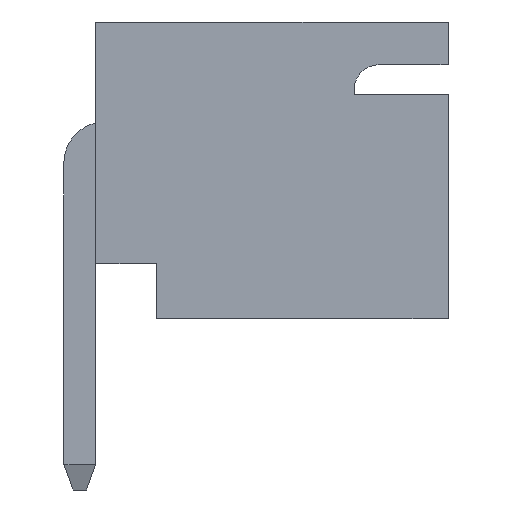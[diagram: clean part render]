
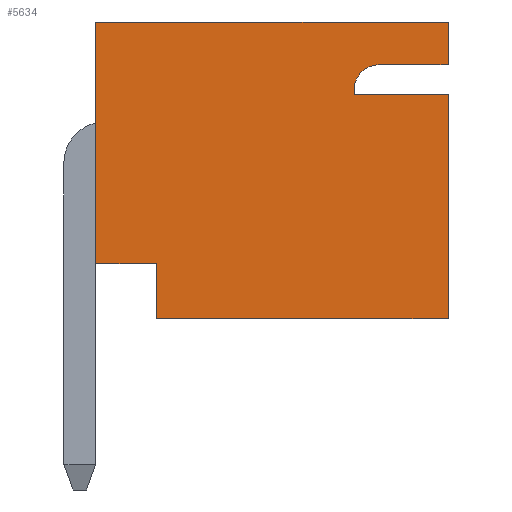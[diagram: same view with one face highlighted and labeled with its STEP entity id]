
A CAD part, left-side view. The second image highlights one B-rep face of the part: STEP entity #5634.
In plain terms, the highlighted planar face has unit normal (-1, 0, 0).
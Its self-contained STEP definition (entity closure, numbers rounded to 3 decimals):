
#455 = VECTOR ( 'NONE', #3214, 1000. ) ;
#715 = VECTOR ( 'NONE', #13767, 1000. ) ;
#923 = EDGE_LOOP ( 'NONE', ( #13410, #14985, #6532, #6324, #7663, #10457, #12819, #10806, #13985, #8151, #3879 ) ) ;
#979 = EDGE_CURVE ( 'NONE', #7417, #8292, #13403, .T. ) ;
#1239 = CARTESIAN_POINT ( 'NONE',  ( -5.01, -2.455, 2.1 ) ) ;
#1831 = CARTESIAN_POINT ( 'NONE',  ( -5.01, 3.175, 2.95 ) ) ;
#2258 = CARTESIAN_POINT ( 'NONE',  ( -5.01, -1.955, 1.6 ) ) ;
#2631 = VECTOR ( 'NONE', #16545, 1000. ) ;
#2829 = LINE ( 'NONE', #4075, #15547 ) ;
#2897 = DIRECTION ( 'NONE',  ( 0., 0., -1. ) ) ;
#3058 = DIRECTION ( 'NONE',  ( 0., 0., 1. ) ) ;
#3214 = DIRECTION ( 'NONE',  ( 0., -1., 0. ) ) ;
#3291 = CARTESIAN_POINT ( 'NONE',  ( -5.01, -3.825, -2.95 ) ) ;
#3486 = EDGE_CURVE ( 'NONE', #11631, #11592, #15344, .T. ) ;
#3879 = ORIENTED_EDGE ( 'NONE', *, *, #9091, .F. ) ;
#4075 = CARTESIAN_POINT ( 'NONE',  ( -5.01, -3.825, 2.1 ) ) ;
#4168 = CARTESIAN_POINT ( 'NONE',  ( -5.01, -2.455, 1.6 ) ) ;
#4252 = CARTESIAN_POINT ( 'NONE',  ( -5.01, -3.825, 2.95 ) ) ;
#4389 = EDGE_CURVE ( 'NONE', #11985, #7755, #10235, .T. ) ;
#4427 = EDGE_CURVE ( 'NONE', #7245, #7417, #2829, .T. ) ;
#4676 = LINE ( 'NONE', #2258, #15494 ) ;
#5114 = VERTEX_POINT ( 'NONE', #6283 ) ;
#5187 = DIRECTION ( 'NONE',  ( 0., 1., 0. ) ) ;
#5634 = ADVANCED_FACE ( 'NONE', ( #5885 ), #11016, .F. ) ;
#5685 = LINE ( 'NONE', #16127, #11147 ) ;
#5879 = CARTESIAN_POINT ( 'NONE',  ( -5.01, 3.175, -1.85 ) ) ;
#5885 = FACE_OUTER_BOUND ( 'NONE', #923, .T. ) ;
#6002 = CARTESIAN_POINT ( 'NONE',  ( -5.01, -1.955, 1.6 ) ) ;
#6013 = CARTESIAN_POINT ( 'NONE',  ( -5.01, 3.175, 2.95 ) ) ;
#6181 = DIRECTION ( 'NONE',  ( 0., 0., -1. ) ) ;
#6209 = DIRECTION ( 'NONE',  ( 0., 0., 1. ) ) ;
#6221 = CARTESIAN_POINT ( 'NONE',  ( -5.01, -1.955, 1.5 ) ) ;
#6283 = CARTESIAN_POINT ( 'NONE',  ( -5.01, -3.825, 1.5 ) ) ;
#6324 = ORIENTED_EDGE ( 'NONE', *, *, #3486, .F. ) ;
#6347 = CARTESIAN_POINT ( 'NONE',  ( -5.01, -3.825, 2.95 ) ) ;
#6532 = ORIENTED_EDGE ( 'NONE', *, *, #15108, .F. ) ;
#6874 = AXIS2_PLACEMENT_3D ( 'NONE', #9538, #16174, #3058 ) ;
#7012 = EDGE_CURVE ( 'NONE', #11631, #11985, #11385, .T. ) ;
#7067 = DIRECTION ( 'NONE',  ( 0., -1., 0. ) ) ;
#7245 = VERTEX_POINT ( 'NONE', #13912 ) ;
#7417 = VERTEX_POINT ( 'NONE', #1239 ) ;
#7663 = ORIENTED_EDGE ( 'NONE', *, *, #7012, .T. ) ;
#7692 = VERTEX_POINT ( 'NONE', #8418 ) ;
#7755 = VERTEX_POINT ( 'NONE', #9020 ) ;
#8096 = LINE ( 'NONE', #14717, #8206 ) ;
#8151 = ORIENTED_EDGE ( 'NONE', *, *, #15459, .F. ) ;
#8206 = VECTOR ( 'NONE', #11859, 1000. ) ;
#8292 = VERTEX_POINT ( 'NONE', #6002 ) ;
#8418 = CARTESIAN_POINT ( 'NONE',  ( -5.01, 1.975, -2.95 ) ) ;
#8855 = EDGE_CURVE ( 'NONE', #7755, #7692, #12101, .T. ) ;
#9020 = CARTESIAN_POINT ( 'NONE',  ( -5.01, 1.975, -1.85 ) ) ;
#9091 = EDGE_CURVE ( 'NONE', #8292, #14151, #4676, .T. ) ;
#9122 = AXIS2_PLACEMENT_3D ( 'NONE', #4168, #13261, #6209 ) ;
#9161 = VERTEX_POINT ( 'NONE', #11048 ) ;
#9346 = VECTOR ( 'NONE', #2897, 1000. ) ;
#9475 = EDGE_CURVE ( 'NONE', #5114, #9161, #14316, .T. ) ;
#9538 = CARTESIAN_POINT ( 'NONE',  ( -5.01, -3.825, 2.95 ) ) ;
#9697 = LINE ( 'NONE', #3291, #455 ) ;
#10235 = LINE ( 'NONE', #10315, #715 ) ;
#10315 = CARTESIAN_POINT ( 'NONE',  ( -5.01, 3.175, -1.85 ) ) ;
#10457 = ORIENTED_EDGE ( 'NONE', *, *, #4389, .T. ) ;
#10475 = EDGE_CURVE ( 'NONE', #7692, #9161, #9697, .T. ) ;
#10806 = ORIENTED_EDGE ( 'NONE', *, *, #10475, .T. ) ;
#10931 = DIRECTION ( 'NONE',  ( 0., 0., -1. ) ) ;
#11016 = PLANE ( 'NONE',  #6874 ) ;
#11048 = CARTESIAN_POINT ( 'NONE',  ( -5.01, -3.825, -2.95 ) ) ;
#11147 = VECTOR ( 'NONE', #7067, 1000. ) ;
#11385 = LINE ( 'NONE', #6013, #2631 ) ;
#11592 = VERTEX_POINT ( 'NONE', #4252 ) ;
#11631 = VERTEX_POINT ( 'NONE', #1831 ) ;
#11859 = DIRECTION ( 'NONE',  ( 0., 0., -1. ) ) ;
#11985 = VERTEX_POINT ( 'NONE', #5879 ) ;
#12101 = LINE ( 'NONE', #12339, #13066 ) ;
#12104 = CARTESIAN_POINT ( 'NONE',  ( -5.01, -3.825, 2.95 ) ) ;
#12339 = CARTESIAN_POINT ( 'NONE',  ( -5.01, 1.975, -2.95 ) ) ;
#12819 = ORIENTED_EDGE ( 'NONE', *, *, #8855, .T. ) ;
#13066 = VECTOR ( 'NONE', #10931, 1000. ) ;
#13261 = DIRECTION ( 'NONE',  ( -1., 0., 0. ) ) ;
#13403 = CIRCLE ( 'NONE', #9122, 0.5 ) ;
#13410 = ORIENTED_EDGE ( 'NONE', *, *, #979, .F. ) ;
#13767 = DIRECTION ( 'NONE',  ( 0., -1., 0. ) ) ;
#13912 = CARTESIAN_POINT ( 'NONE',  ( -5.01, -3.825, 2.1 ) ) ;
#13985 = ORIENTED_EDGE ( 'NONE', *, *, #9475, .F. ) ;
#14079 = DIRECTION ( 'NONE',  ( 0., -1., 0. ) ) ;
#14151 = VERTEX_POINT ( 'NONE', #6221 ) ;
#14316 = LINE ( 'NONE', #12104, #9346 ) ;
#14702 = VECTOR ( 'NONE', #14079, 1000. ) ;
#14717 = CARTESIAN_POINT ( 'NONE',  ( -5.01, -3.825, 2.95 ) ) ;
#14985 = ORIENTED_EDGE ( 'NONE', *, *, #4427, .F. ) ;
#15108 = EDGE_CURVE ( 'NONE', #11592, #7245, #8096, .T. ) ;
#15344 = LINE ( 'NONE', #6347, #14702 ) ;
#15459 = EDGE_CURVE ( 'NONE', #14151, #5114, #5685, .T. ) ;
#15494 = VECTOR ( 'NONE', #6181, 1000. ) ;
#15547 = VECTOR ( 'NONE', #5187, 1000. ) ;
#16127 = CARTESIAN_POINT ( 'NONE',  ( -5.01, -3.825, 1.5 ) ) ;
#16174 = DIRECTION ( 'NONE',  ( 1., 0., 0. ) ) ;
#16545 = DIRECTION ( 'NONE',  ( 0., 0., -1. ) ) ;
